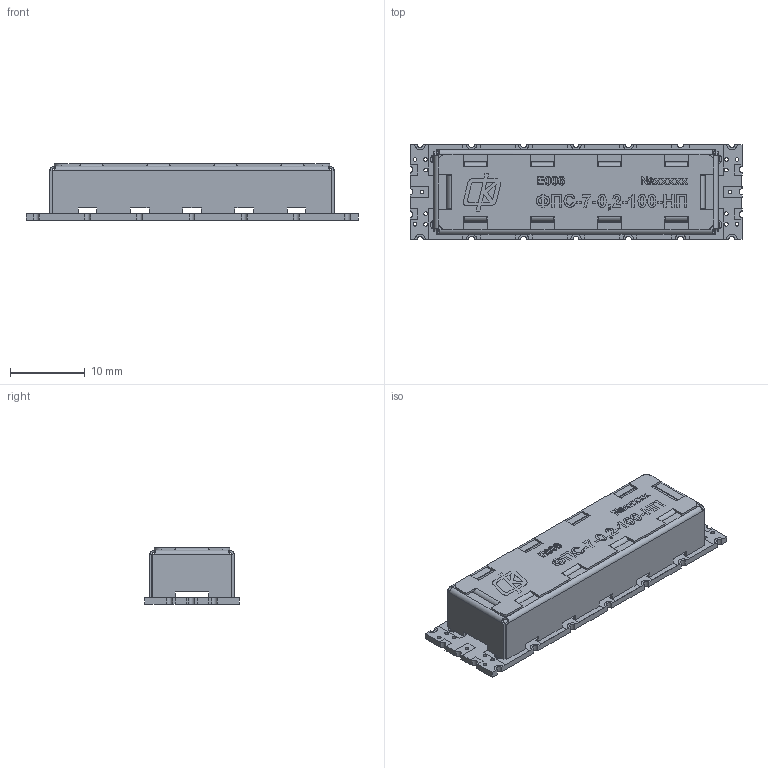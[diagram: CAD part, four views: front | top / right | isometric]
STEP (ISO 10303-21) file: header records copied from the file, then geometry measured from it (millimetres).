
FILE_DESCRIPTION(('STEP AP203'), '1');
FILE_NAME('ÍØÁÀ.468824.046_Ôèëüòð ÔÏÑ-7-0,2-100-ÍÏ', '', ('UNSPECIFIED'), ('UNSPECIFIED'), 'ASCON STEP Converter 1.6', 'ASCON Math Kernel', '');
FILE_SCHEMA(('CONFIG_CONTROL_DESIGN'));
Length unit declared in the file: millimetre
Products named in the file (1): НШБА.468824.046_Фильтр ФПС-7-0,2-100-НП
Bounding box: 44.5 x 12.7 x 7.51 mm (x, y, z)
Volume: 771.2 mm3; surface area: 3429.1 mm2
Topology: 1 solids, 1 shells, 1103 faces, 3057 edges, 1983 vertices
Faces by surface type: plane 785, cylinder 193, bspline 125
Full cylindrical faces by diameter (mm): 0.5 x82
Entity records: 57991 total; most frequent: CARTESIAN_POINT 21604, ORIENTED_EDGE 5950, DIRECTION 4959, EDGE_CURVE 2975, LINE 2225, VECTOR 2225, VERTEX_POINT 1983, EDGE_LOOP 1442
